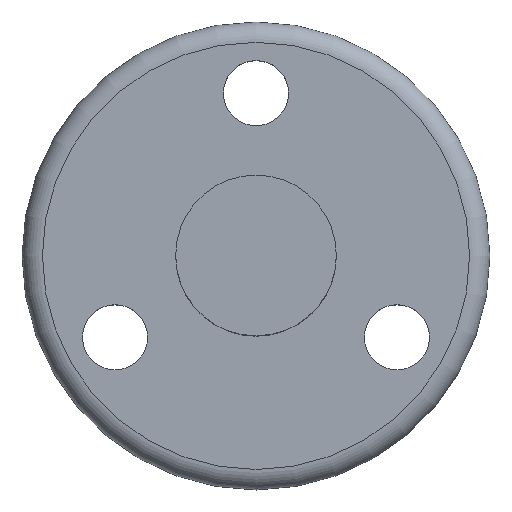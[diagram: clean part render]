
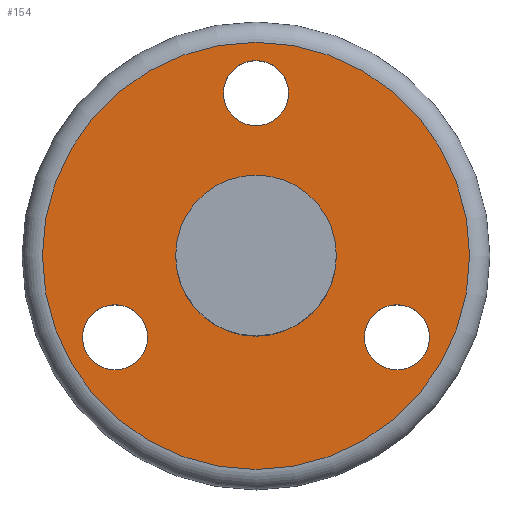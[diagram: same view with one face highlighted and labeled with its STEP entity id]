
A CAD part, top view. The second image highlights one B-rep face of the part: STEP entity #154.
In plain terms, the highlighted planar face has unit normal (0, 0, 1).
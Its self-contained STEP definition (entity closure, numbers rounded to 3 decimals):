
#15=FACE_BOUND('',#53,.T.);
#16=FACE_BOUND('',#54,.T.);
#17=FACE_BOUND('',#55,.T.);
#18=FACE_BOUND('',#56,.T.);
#22=PLANE('',#191);
#42=FACE_OUTER_BOUND('',#52,.T.);
#52=EDGE_LOOP('',(#120));
#53=EDGE_LOOP('',(#121));
#54=EDGE_LOOP('',(#122));
#55=EDGE_LOOP('',(#123));
#56=EDGE_LOOP('',(#124));
#67=CIRCLE('',#186,10.5);
#71=CIRCLE('',#192,3.95);
#72=CIRCLE('',#193,1.6);
#73=CIRCLE('',#194,1.6);
#74=CIRCLE('',#195,1.6);
#81=VERTEX_POINT('',#266);
#84=VERTEX_POINT('',#276);
#85=VERTEX_POINT('',#278);
#86=VERTEX_POINT('',#280);
#87=VERTEX_POINT('',#282);
#93=EDGE_CURVE('',#81,#81,#67,.T.);
#98=EDGE_CURVE('',#84,#84,#71,.T.);
#99=EDGE_CURVE('',#85,#85,#72,.T.);
#100=EDGE_CURVE('',#86,#86,#73,.T.);
#101=EDGE_CURVE('',#87,#87,#74,.T.);
#120=ORIENTED_EDGE('',*,*,#93,.F.);
#121=ORIENTED_EDGE('',*,*,#98,.T.);
#122=ORIENTED_EDGE('',*,*,#99,.T.);
#123=ORIENTED_EDGE('',*,*,#100,.T.);
#124=ORIENTED_EDGE('',*,*,#101,.T.);
#154=ADVANCED_FACE('',(#42,#15,#16,#17,#18),#22,.T.);
#186=AXIS2_PLACEMENT_3D('',#267,#213,#214);
#191=AXIS2_PLACEMENT_3D('',#275,#224,#225);
#192=AXIS2_PLACEMENT_3D('',#277,#226,#227);
#193=AXIS2_PLACEMENT_3D('',#279,#228,#229);
#194=AXIS2_PLACEMENT_3D('',#281,#230,#231);
#195=AXIS2_PLACEMENT_3D('',#283,#232,#233);
#213=DIRECTION('center_axis',(0.,0.,-1.));
#214=DIRECTION('ref_axis',(-1.,0.,0.));
#224=DIRECTION('center_axis',(0.,0.,1.));
#225=DIRECTION('ref_axis',(1.,0.,0.));
#226=DIRECTION('center_axis',(0.,0.,-1.));
#227=DIRECTION('ref_axis',(1.,0.,0.));
#228=DIRECTION('center_axis',(0.,0.,-1.));
#229=DIRECTION('ref_axis',(-1.,0.,0.));
#230=DIRECTION('center_axis',(0.,0.,-1.));
#231=DIRECTION('ref_axis',(-1.,0.,0.));
#232=DIRECTION('center_axis',(0.,0.,-1.));
#233=DIRECTION('ref_axis',(-1.,0.,0.));
#266=CARTESIAN_POINT('',(-10.5,0.,5.));
#267=CARTESIAN_POINT('Origin',(0.,0.,5.));
#275=CARTESIAN_POINT('Origin',(0.,0.,5.));
#276=CARTESIAN_POINT('',(-3.95,0.,5.));
#277=CARTESIAN_POINT('Origin',(0.,0.,5.));
#278=CARTESIAN_POINT('',(1.6,8.,5.));
#279=CARTESIAN_POINT('Origin',(0.,8.,5.));
#280=CARTESIAN_POINT('',(8.528,-4.,5.));
#281=CARTESIAN_POINT('Origin',(6.928,-4.,5.));
#282=CARTESIAN_POINT('',(-5.328,-4.,5.));
#283=CARTESIAN_POINT('Origin',(-6.928,-4.,5.));
